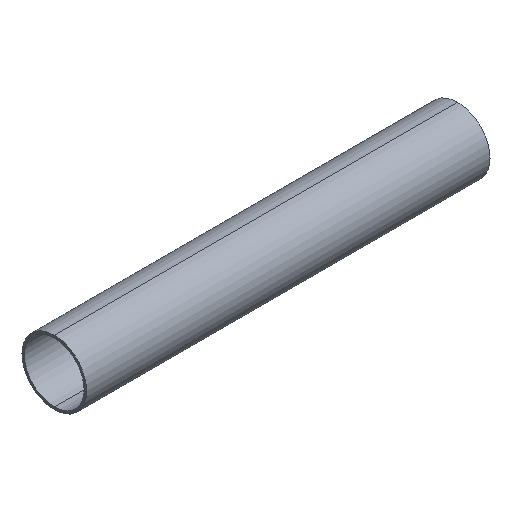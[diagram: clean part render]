
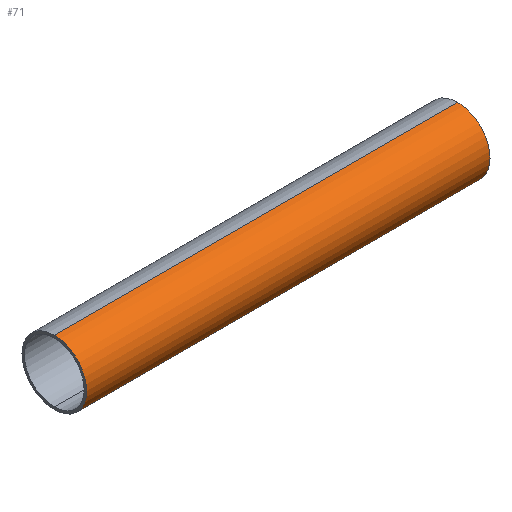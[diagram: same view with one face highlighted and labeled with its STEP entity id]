
A CAD part, isometric view. The second image highlights one B-rep face of the part: STEP entity #71.
In plain terms, the highlighted cylindrical face has radius 400 mm (diameter 800 mm), a partial arc.
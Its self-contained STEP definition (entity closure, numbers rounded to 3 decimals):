
#59 = VERTEX_POINT( '', #130 );
#61 = EDGE_CURVE( '', #85, #59, #132, .T. );
#63 = VERTEX_POINT( '', #134 );
#71 = ADVANCED_FACE( '', ( #144 ), #145, .T. );
#75 = EDGE_CURVE( '', #81, #85, #149, .T. );
#79 = EDGE_CURVE( '', #63, #81, #153, .T. );
#81 = VERTEX_POINT( '', #155 );
#85 = VERTEX_POINT( '', #160 );
#97 = EDGE_CURVE( '', #59, #63, #175, .T. );
#130 = CARTESIAN_POINT( '', ( 5000., 0., 400. ) );
#132 = CIRCLE( '', #203, 400. );
#134 = CARTESIAN_POINT( '', ( 0., 0., 400. ) );
#144 = FACE_OUTER_BOUND( '', #217, .T. );
#145 = CYLINDRICAL_SURFACE( '', #218, 400. );
#149 = LINE( '', #222, #223 );
#153 = CIRCLE( '', #229, 400. );
#155 = CARTESIAN_POINT( '', ( 0., 0., -400. ) );
#160 = CARTESIAN_POINT( '', ( 5000., 0., -400. ) );
#175 = LINE( '', #255, #256 );
#203 = AXIS2_PLACEMENT_3D( '', #275, #276, #277 );
#217 = EDGE_LOOP( '', ( #293, #294, #295, #296 ) );
#218 = AXIS2_PLACEMENT_3D( '', #297, #298, #299 );
#222 = CARTESIAN_POINT( '', ( 0., 0., -400. ) );
#223 = VECTOR( '', #301, 1. );
#229 = AXIS2_PLACEMENT_3D( '', #305, #306, #307 );
#255 = CARTESIAN_POINT( '', ( 0., 0., 400. ) );
#256 = VECTOR( '', #336, 1. );
#275 = CARTESIAN_POINT( '', ( 5000., 0., 0. ) );
#276 = DIRECTION( '', ( -1., 0., 0. ) );
#277 = DIRECTION( '', ( 0., 0., -1. ) );
#293 = ORIENTED_EDGE( '', *, *, #75, .T. );
#294 = ORIENTED_EDGE( '', *, *, #61, .T. );
#295 = ORIENTED_EDGE( '', *, *, #97, .T. );
#296 = ORIENTED_EDGE( '', *, *, #79, .T. );
#297 = CARTESIAN_POINT( '', ( 0., 0., 0. ) );
#298 = DIRECTION( '', ( -1., 0., 0. ) );
#299 = DIRECTION( '', ( 0., 0., -1. ) );
#301 = DIRECTION( '', ( 1., 0., 0. ) );
#305 = CARTESIAN_POINT( '', ( 0., 0., 0. ) );
#306 = DIRECTION( '', ( 1., 0., 0. ) );
#307 = DIRECTION( '', ( 0., 0., -1. ) );
#336 = DIRECTION( '', ( -1., 0., 0. ) );
